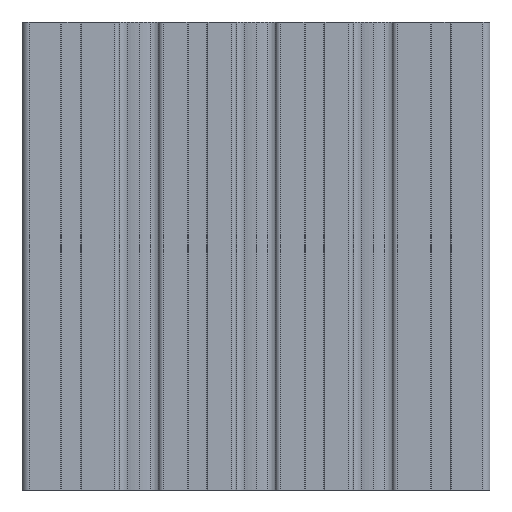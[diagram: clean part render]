
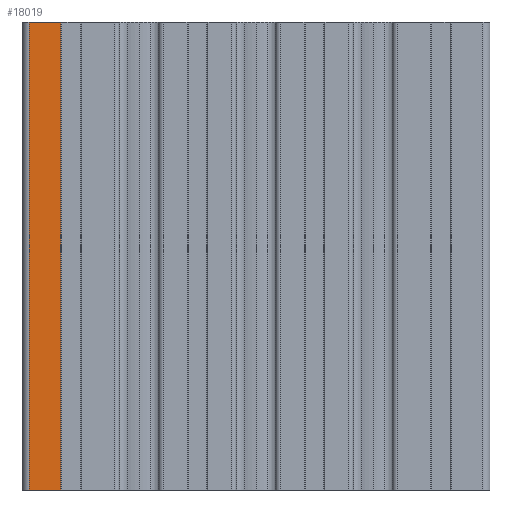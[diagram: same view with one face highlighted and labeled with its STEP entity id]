
A CAD part, left-side view. The second image highlights one B-rep face of the part: STEP entity #18019.
In plain terms, the highlighted planar face has unit normal (-1, 0, 0).
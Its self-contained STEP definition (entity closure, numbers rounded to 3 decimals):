
#323 = VERTEX_POINT ( 'NONE', #9456 ) ;
#793 = CARTESIAN_POINT ( 'NONE',  ( 1561.782, 590.985, 0. ) ) ;
#1287 = ORIENTED_EDGE ( 'NONE', *, *, #15639, .F. ) ;
#1670 = LINE ( 'NONE', #9097, #18858 ) ;
#1982 = EDGE_CURVE ( 'NONE', #6070, #323, #1670, .T. ) ;
#2123 = FACE_OUTER_BOUND ( 'NONE', #17172, .T. ) ;
#2725 = DIRECTION ( 'NONE',  ( 0., 0., -1. ) ) ;
#3220 = ORIENTED_EDGE ( 'NONE', *, *, #19497, .T. ) ;
#4117 = CARTESIAN_POINT ( 'NONE',  ( 1561.782, 584.226, 100. ) ) ;
#4911 = LINE ( 'NONE', #11385, #21592 ) ;
#5078 = CARTESIAN_POINT ( 'NONE',  ( 1561.782, 590.985, 100. ) ) ;
#5226 = LINE ( 'NONE', #4117, #13603 ) ;
#6070 = VERTEX_POINT ( 'NONE', #5078 ) ;
#6894 = VERTEX_POINT ( 'NONE', #793 ) ;
#8063 = DIRECTION ( 'NONE',  ( 1., 0., 0. ) ) ;
#9097 = CARTESIAN_POINT ( 'NONE',  ( 1561.782, 584.226, 100. ) ) ;
#9456 = CARTESIAN_POINT ( 'NONE',  ( 1561.782, 584.226, 100. ) ) ;
#11037 = EDGE_CURVE ( 'NONE', #6070, #6894, #19881, .T. ) ;
#11385 = CARTESIAN_POINT ( 'NONE',  ( 1561.782, 584.226, 0. ) ) ;
#12732 = CARTESIAN_POINT ( 'NONE',  ( 1561.782, 590.985, 100. ) ) ;
#13603 = VECTOR ( 'NONE', #15783, 1000. ) ;
#14019 = VERTEX_POINT ( 'NONE', #20727 ) ;
#14482 = AXIS2_PLACEMENT_3D ( 'NONE', #17936, #8063, #19701 ) ;
#14737 = DIRECTION ( 'NONE',  ( 0., -1., 0. ) ) ;
#15639 = EDGE_CURVE ( 'NONE', #323, #14019, #5226, .T. ) ;
#15783 = DIRECTION ( 'NONE',  ( 0., 0., -1. ) ) ;
#15965 = VECTOR ( 'NONE', #2725, 1000. ) ;
#16088 = ORIENTED_EDGE ( 'NONE', *, *, #1982, .F. ) ;
#17172 = EDGE_LOOP ( 'NONE', ( #3220, #1287, #16088, #19965 ) ) ;
#17936 = CARTESIAN_POINT ( 'NONE',  ( 1561.782, 584.226, 100. ) ) ;
#18014 = PLANE ( 'NONE',  #14482 ) ;
#18019 = ADVANCED_FACE ( 'NONE', ( #2123 ), #18014, .F. ) ;
#18858 = VECTOR ( 'NONE', #19058, 1000. ) ;
#19058 = DIRECTION ( 'NONE',  ( 0., -1., 0. ) ) ;
#19497 = EDGE_CURVE ( 'NONE', #6894, #14019, #4911, .T. ) ;
#19701 = DIRECTION ( 'NONE',  ( 0., 0., -1. ) ) ;
#19881 = LINE ( 'NONE', #12732, #15965 ) ;
#19965 = ORIENTED_EDGE ( 'NONE', *, *, #11037, .T. ) ;
#20727 = CARTESIAN_POINT ( 'NONE',  ( 1561.782, 584.226, 0. ) ) ;
#21592 = VECTOR ( 'NONE', #14737, 1000. ) ;
